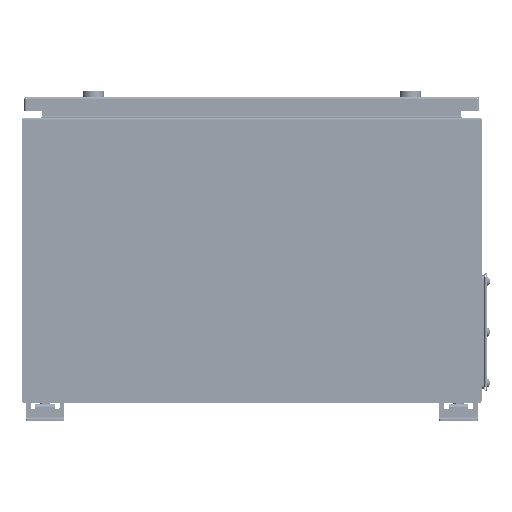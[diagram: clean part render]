
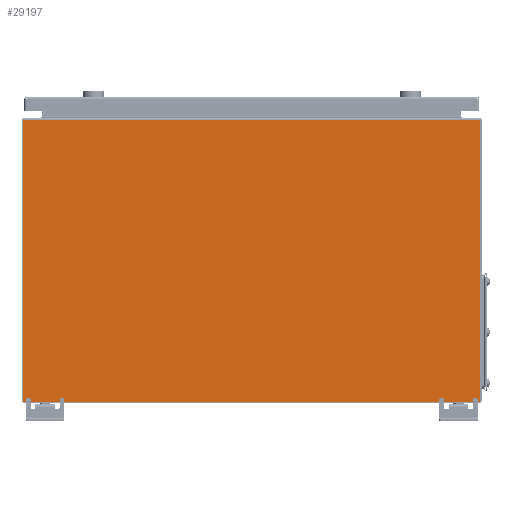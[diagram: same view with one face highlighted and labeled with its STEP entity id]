
A CAD part, left-side view. The second image highlights one B-rep face of the part: STEP entity #29197.
In plain terms, the highlighted planar face has unit normal (-1, 0, 0).
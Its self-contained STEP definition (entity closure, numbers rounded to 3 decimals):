
#739 = CARTESIAN_POINT ( 'NONE',  ( -1.5, 300., 186.5 ) ) ;
#4486 = EDGE_LOOP ( 'NONE', ( #22616, #23237, #7300, #45204, #57504, #11342 ) ) ;
#5584 = VECTOR ( 'NONE', #35970, 1000. ) ;
#5914 = AXIS2_PLACEMENT_3D ( 'NONE', #24146, #48239, #10392 ) ;
#7300 = ORIENTED_EDGE ( 'NONE', *, *, #17802, .F. ) ;
#7742 = EDGE_CURVE ( 'NONE', #67465, #77235, #9912, .T. ) ;
#9912 = CIRCLE ( 'NONE', #5914, 3. ) ;
#9942 = DIRECTION ( 'NONE',  ( 0., 0., 1. ) ) ;
#10392 = DIRECTION ( 'NONE',  ( 0., 0., 1. ) ) ;
#11342 = ORIENTED_EDGE ( 'NONE', *, *, #7742, .T. ) ;
#12452 = VERTEX_POINT ( 'NONE', #19553 ) ;
#15795 = DIRECTION ( 'NONE',  ( -1., 0., 0. ) ) ;
#16405 = CARTESIAN_POINT ( 'NONE',  ( -1.5, -300., -186.5 ) ) ;
#16606 = FACE_OUTER_BOUND ( 'NONE', #4486, .T. ) ;
#16735 = VERTEX_POINT ( 'NONE', #45232 ) ;
#17345 = CARTESIAN_POINT ( 'NONE',  ( -1.5, -300., 186.5 ) ) ;
#17802 = EDGE_CURVE ( 'NONE', #16735, #79166, #62749, .T. ) ;
#19553 = CARTESIAN_POINT ( 'NONE',  ( -1.5, 300., 183.5 ) ) ;
#20549 = VECTOR ( 'NONE', #30478, 1000. ) ;
#22616 = ORIENTED_EDGE ( 'NONE', *, *, #69315, .F. ) ;
#23237 = ORIENTED_EDGE ( 'NONE', *, *, #55340, .T. ) ;
#23404 = LINE ( 'NONE', #67154, #20549 ) ;
#24146 = CARTESIAN_POINT ( 'NONE',  ( -1.5, 297., -183.5 ) ) ;
#24579 = DIRECTION ( 'NONE',  ( -1., 0., 0. ) ) ;
#26029 = VERTEX_POINT ( 'NONE', #27340 ) ;
#27340 = CARTESIAN_POINT ( 'NONE',  ( -1.5, -297., -186.5 ) ) ;
#27363 = CARTESIAN_POINT ( 'NONE',  ( -1.5, 297., -186.5 ) ) ;
#28914 = LINE ( 'NONE', #16405, #5584 ) ;
#29197 = ADVANCED_FACE ( 'NONE', ( #16606 ), #78765, .T. ) ;
#30478 = DIRECTION ( 'NONE',  ( 0., 1., 0. ) ) ;
#34544 = CARTESIAN_POINT ( 'NONE',  ( -1.5, 0., 0. ) ) ;
#35649 = AXIS2_PLACEMENT_3D ( 'NONE', #75007, #24579, #48703 ) ;
#35970 = DIRECTION ( 'NONE',  ( 0., 1., 0. ) ) ;
#39049 = VECTOR ( 'NONE', #64111, 1000. ) ;
#40691 = AXIS2_PLACEMENT_3D ( 'NONE', #34544, #15795, #9942 ) ;
#45204 = ORIENTED_EDGE ( 'NONE', *, *, #46803, .T. ) ;
#45232 = CARTESIAN_POINT ( 'NONE',  ( -1.5, -300., 183.5 ) ) ;
#46803 = EDGE_CURVE ( 'NONE', #16735, #12452, #23404, .T. ) ;
#48239 = DIRECTION ( 'NONE',  ( -1., 0., 0. ) ) ;
#48703 = DIRECTION ( 'NONE',  ( 0., 0., 1. ) ) ;
#49274 = VECTOR ( 'NONE', #50217, 1000. ) ;
#49548 = EDGE_CURVE ( 'NONE', #67465, #12452, #76630, .T. ) ;
#50217 = DIRECTION ( 'NONE',  ( 0., 0., -1. ) ) ;
#53658 = CARTESIAN_POINT ( 'NONE',  ( -1.5, 300., -183.5 ) ) ;
#55340 = EDGE_CURVE ( 'NONE', #26029, #79166, #72982, .T. ) ;
#57504 = ORIENTED_EDGE ( 'NONE', *, *, #49548, .F. ) ;
#61238 = CARTESIAN_POINT ( 'NONE',  ( -1.5, -300., -183.5 ) ) ;
#62749 = LINE ( 'NONE', #17345, #49274 ) ;
#64111 = DIRECTION ( 'NONE',  ( 0., 0., 1. ) ) ;
#67154 = CARTESIAN_POINT ( 'NONE',  ( -1.5, -300., 183.5 ) ) ;
#67465 = VERTEX_POINT ( 'NONE', #53658 ) ;
#69315 = EDGE_CURVE ( 'NONE', #26029, #77235, #28914, .T. ) ;
#72982 = CIRCLE ( 'NONE', #35649, 3. ) ;
#75007 = CARTESIAN_POINT ( 'NONE',  ( -1.5, -297., -183.5 ) ) ;
#76630 = LINE ( 'NONE', #739, #39049 ) ;
#77235 = VERTEX_POINT ( 'NONE', #27363 ) ;
#78765 = PLANE ( 'NONE',  #40691 ) ;
#79166 = VERTEX_POINT ( 'NONE', #61238 ) ;
